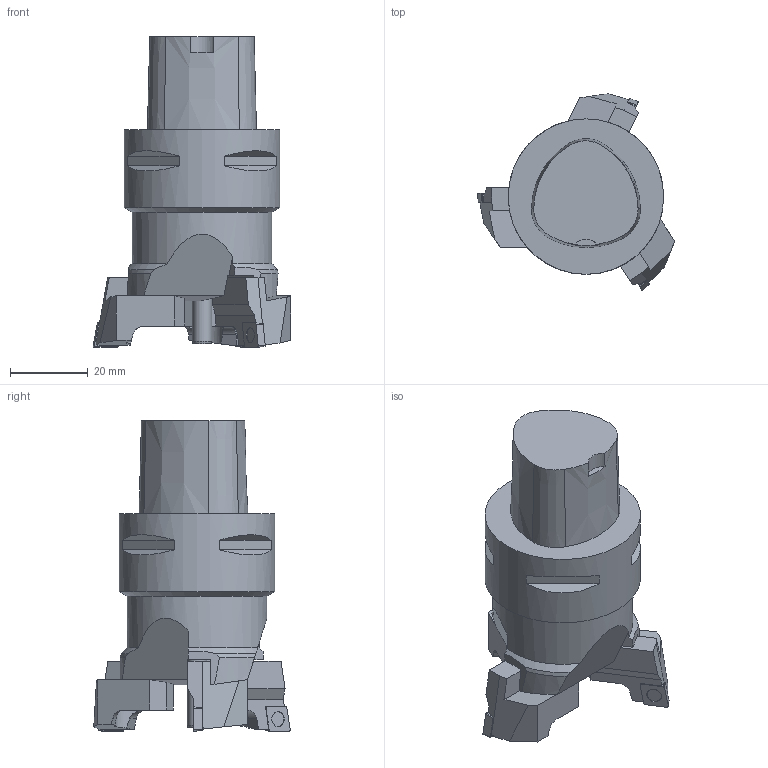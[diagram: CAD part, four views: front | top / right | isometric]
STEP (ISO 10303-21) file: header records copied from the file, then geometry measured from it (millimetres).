
FILE_DESCRIPTION(/* description */ (''),/* implementation_level */ '2;1');
FILE_NAME(/* name */ '1566365605641.stp',/* time_stamp */ '2019-08-21T07:33:32+02:00',/* author */ (''),/* organization */ ('SMS'),/* preprocessor_version */ 'ST-DEVELOPER v16.7',/* originating_system */ 'SIEMENS PLM Software NX 12.0',/* authorisation */ '');
FILE_SCHEMA (('AUTOMOTIVE_DESIGN { 1 0 10303 214 3 1 1 1 }'));
Length unit declared in the file: millimetre
Products named in the file (7): ASSEMBLY_CONSTRUCTION; IsoTurningInsert; 201011642mod000_00; 200955317mod000_01; 201011644mod000_01; 201069546mod000_01
Assembly tree (8 placements, depth 3):
  201069546mod000_01
    200955317mod000_01
    201011644mod000_01  x3
      201011642mod000_00
      IsoTurningInsert
      ASSEMBLY_CONSTRUCTION
    ASSEMBLY_CONSTRUCTION
Bounding box: 50.83 x 50.53 x 80 mm (x, y, z)
Volume: 68390.9 mm3; surface area: 15513.3 mm2
Topology: 7 solids, 7 shells, 200 faces, 526 edges, 374 vertices
Faces by surface type: plane 128, cone 32, cylinder 28, torus 12
Full cylindrical faces by diameter (mm): 2.8 x6, 5.008 x1, 36 x1, 40 x1
Entity records: 3517 total; most frequent: CARTESIAN_POINT 685, DIRECTION 567, ORIENTED_EDGE 500, EDGE_CURVE 250, AXIS2_PLACEMENT_3D 209, VERTEX_POINT 172, LINE 149, VECTOR 149
